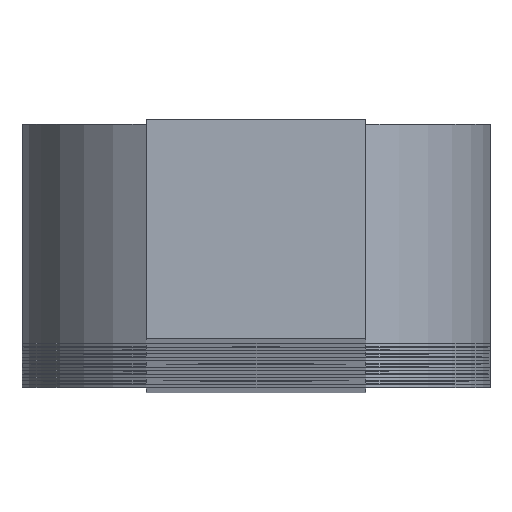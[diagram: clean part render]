
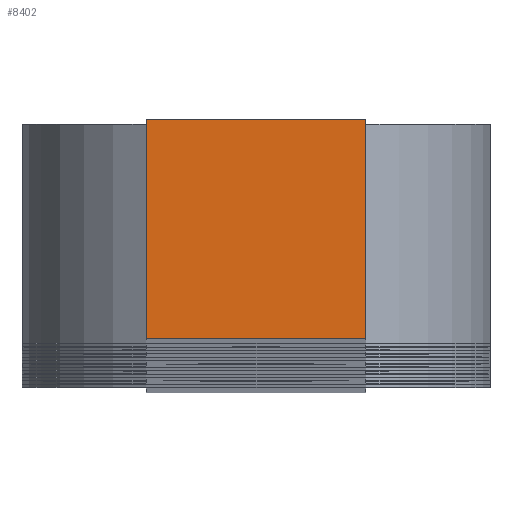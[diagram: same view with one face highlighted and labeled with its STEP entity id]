
A CAD part, top view. The second image highlights one B-rep face of the part: STEP entity #8402.
In plain terms, the highlighted planar face has unit normal (0, 0, 1).
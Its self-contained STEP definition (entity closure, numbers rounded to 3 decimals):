
#212 = EDGE_CURVE ( 'NONE', #2046, #11222, #527, .T. ) ;
#527 = LINE ( 'NONE', #9568, #2332 ) ;
#721 = VECTOR ( 'NONE', #7049, 1000. ) ;
#1092 = FACE_OUTER_BOUND ( 'NONE', #13819, .T. ) ;
#1186 = VERTEX_POINT ( 'NONE', #8077 ) ;
#2046 = VERTEX_POINT ( 'NONE', #6977 ) ;
#2144 = ORIENTED_EDGE ( 'NONE', *, *, #10848, .T. ) ;
#2332 = VECTOR ( 'NONE', #7292, 1000. ) ;
#2517 = LINE ( 'NONE', #11434, #9758 ) ;
#3207 = DIRECTION ( 'NONE',  ( 1., 0., 0. ) ) ;
#3314 = DIRECTION ( 'NONE',  ( 1., 0., 0. ) ) ;
#3451 = ORIENTED_EDGE ( 'NONE', *, *, #8578, .T. ) ;
#4535 = DIRECTION ( 'NONE',  ( 0., 1., 0. ) ) ;
#5541 = CARTESIAN_POINT ( 'NONE',  ( -7., -7., 1000. ) ) ;
#6651 = DIRECTION ( 'NONE',  ( 0., 0., 1. ) ) ;
#6977 = CARTESIAN_POINT ( 'NONE',  ( -7., 7., 1000. ) ) ;
#7049 = DIRECTION ( 'NONE',  ( -1., 0., 0. ) ) ;
#7292 = DIRECTION ( 'NONE',  ( 0., -1., 0. ) ) ;
#7475 = CARTESIAN_POINT ( 'NONE',  ( -7., -7., 1000. ) ) ;
#7708 = VECTOR ( 'NONE', #3314, 1000. ) ;
#7878 = AXIS2_PLACEMENT_3D ( 'NONE', #9938, #6651, #3207 ) ;
#8077 = CARTESIAN_POINT ( 'NONE',  ( 7., 7., 1000. ) ) ;
#8109 = ORIENTED_EDGE ( 'NONE', *, *, #212, .T. ) ;
#8402 = ADVANCED_FACE ( 'NONE', ( #1092 ), #10961, .T. ) ;
#8421 = ORIENTED_EDGE ( 'NONE', *, *, #9427, .T. ) ;
#8578 = EDGE_CURVE ( 'NONE', #1186, #2046, #8700, .T. ) ;
#8700 = LINE ( 'NONE', #11793, #721 ) ;
#8953 = CARTESIAN_POINT ( 'NONE',  ( 7., -7., 1000. ) ) ;
#9403 = VERTEX_POINT ( 'NONE', #8953 ) ;
#9427 = EDGE_CURVE ( 'NONE', #9403, #1186, #2517, .T. ) ;
#9568 = CARTESIAN_POINT ( 'NONE',  ( -7., 7., 1000. ) ) ;
#9758 = VECTOR ( 'NONE', #4535, 1000. ) ;
#9938 = CARTESIAN_POINT ( 'NONE',  ( 0., 0., 1000. ) ) ;
#10848 = EDGE_CURVE ( 'NONE', #11222, #9403, #14788, .T. ) ;
#10961 = PLANE ( 'NONE',  #7878 ) ;
#11222 = VERTEX_POINT ( 'NONE', #7475 ) ;
#11434 = CARTESIAN_POINT ( 'NONE',  ( 7., 7., 1000. ) ) ;
#11793 = CARTESIAN_POINT ( 'NONE',  ( -7., 7., 1000. ) ) ;
#13819 = EDGE_LOOP ( 'NONE', ( #8421, #3451, #8109, #2144 ) ) ;
#14788 = LINE ( 'NONE', #5541, #7708 ) ;
